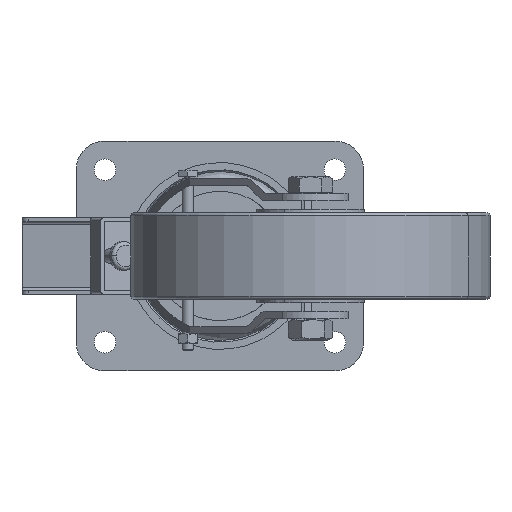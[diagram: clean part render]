
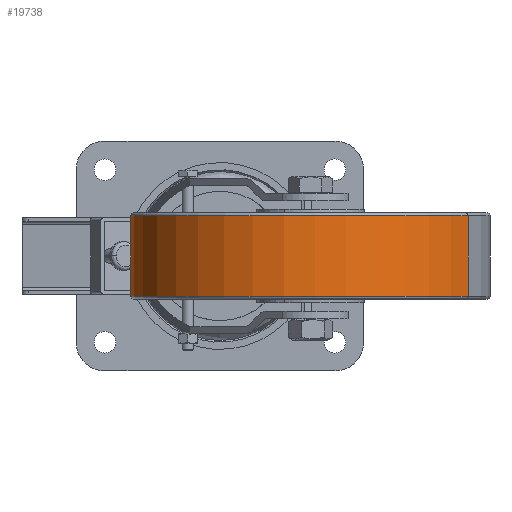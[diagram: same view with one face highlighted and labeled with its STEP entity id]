
A CAD part, front view. The second image highlights one B-rep face of the part: STEP entity #19738.
In plain terms, the highlighted cylindrical face has radius 125 mm (diameter 250 mm), a partial arc.
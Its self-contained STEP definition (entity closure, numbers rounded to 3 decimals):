
#892 = CYLINDRICAL_SURFACE ( 'NONE', #16236, 125. ) ;
#1110 = CIRCLE ( 'NONE', #7259, 125. ) ;
#1234 = ORIENTED_EDGE ( 'NONE', *, *, #29229, .T. ) ;
#1609 = CARTESIAN_POINT ( 'NONE',  ( 172.738, -244.854, 0. ) ) ;
#1758 = LINE ( 'NONE', #1609, #22572 ) ;
#2562 = DIRECTION ( 'NONE',  ( 0., 0., 1. ) ) ;
#2818 = VERTEX_POINT ( 'NONE', #25220 ) ;
#7259 = AXIS2_PLACEMENT_3D ( 'NONE', #8923, #16551, #23630 ) ;
#7276 = DIRECTION ( 'NONE',  ( 0.878, -0.479, 0. ) ) ;
#7401 = ORIENTED_EDGE ( 'NONE', *, *, #15123, .F. ) ;
#7576 = CARTESIAN_POINT ( 'NONE',  ( -46.738, -125.146, 0. ) ) ;
#7652 = AXIS2_PLACEMENT_3D ( 'NONE', #21507, #17018, #7276 ) ;
#8645 = VERTEX_POINT ( 'NONE', #19448 ) ;
#8794 = CARTESIAN_POINT ( 'NONE',  ( 172.738, -244.854, 28. ) ) ;
#8923 = CARTESIAN_POINT ( 'NONE',  ( 63., -185., -28. ) ) ;
#11345 = DIRECTION ( 'NONE',  ( 0.878, -0.479, 0. ) ) ;
#13326 = FACE_OUTER_BOUND ( 'NONE', #20293, .T. ) ;
#13345 = EDGE_CURVE ( 'NONE', #2818, #25163, #1758, .T. ) ;
#14370 = DIRECTION ( 'NONE',  ( 0., 0., 1. ) ) ;
#15123 = EDGE_CURVE ( 'NONE', #8645, #16589, #22613, .T. ) ;
#16236 = AXIS2_PLACEMENT_3D ( 'NONE', #28809, #20908, #11345 ) ;
#16551 = DIRECTION ( 'NONE',  ( 0., 0., 1. ) ) ;
#16589 = VERTEX_POINT ( 'NONE', #31716 ) ;
#17018 = DIRECTION ( 'NONE',  ( 0., 0., 1. ) ) ;
#19448 = CARTESIAN_POINT ( 'NONE',  ( -46.738, -125.146, -28. ) ) ;
#19738 = ADVANCED_FACE ( 'NONE', ( #13326 ), #892, .T. ) ;
#20293 = EDGE_LOOP ( 'NONE', ( #7401, #1234, #31517, #24770 ) ) ;
#20908 = DIRECTION ( 'NONE',  ( 0., 0., 1. ) ) ;
#21507 = CARTESIAN_POINT ( 'NONE',  ( 63., -185., 28. ) ) ;
#22572 = VECTOR ( 'NONE', #14370, 1000. ) ;
#22613 = LINE ( 'NONE', #7576, #25583 ) ;
#23630 = DIRECTION ( 'NONE',  ( 0.878, -0.479, 0. ) ) ;
#24770 = ORIENTED_EDGE ( 'NONE', *, *, #25502, .F. ) ;
#25163 = VERTEX_POINT ( 'NONE', #8794 ) ;
#25213 = CIRCLE ( 'NONE', #7652, 125. ) ;
#25220 = CARTESIAN_POINT ( 'NONE',  ( 172.738, -244.854, -28. ) ) ;
#25502 = EDGE_CURVE ( 'NONE', #16589, #25163, #25213, .T. ) ;
#25583 = VECTOR ( 'NONE', #2562, 1000. ) ;
#28809 = CARTESIAN_POINT ( 'NONE',  ( 63., -185., 0. ) ) ;
#29229 = EDGE_CURVE ( 'NONE', #8645, #2818, #1110, .T. ) ;
#31517 = ORIENTED_EDGE ( 'NONE', *, *, #13345, .T. ) ;
#31716 = CARTESIAN_POINT ( 'NONE',  ( -46.738, -125.146, 28. ) ) ;
